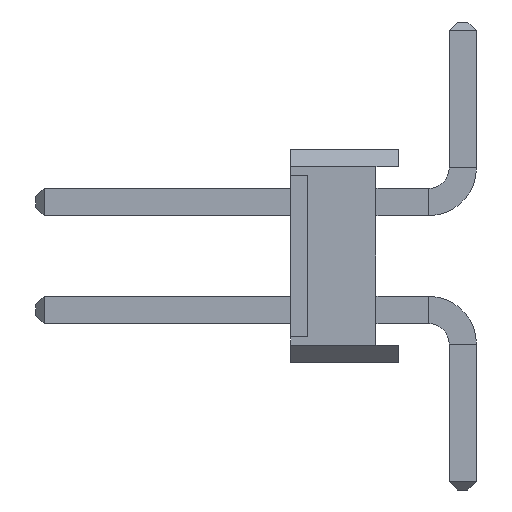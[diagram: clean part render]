
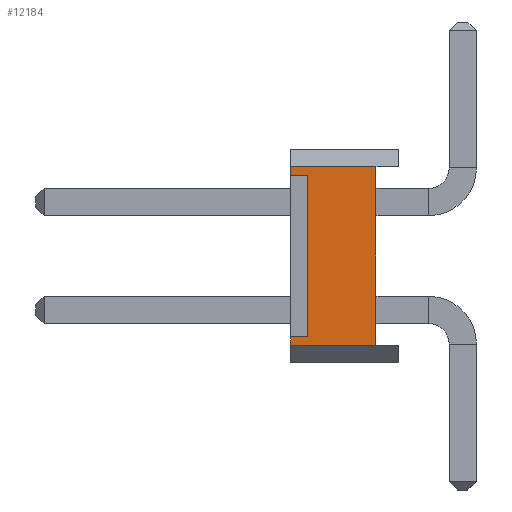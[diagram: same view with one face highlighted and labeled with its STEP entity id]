
A CAD part, left-side view. The second image highlights one B-rep face of the part: STEP entity #12184.
In plain terms, the highlighted planar face has unit normal (-1, 0, 0).
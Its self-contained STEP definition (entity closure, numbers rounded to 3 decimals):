
#333 = DIRECTION ( 'NONE',  ( 0., -1., 0. ) ) ;
#442 = CARTESIAN_POINT ( 'NONE',  ( -1.27, 2.54, -2.1 ) ) ;
#884 = VECTOR ( 'NONE', #1541, 1000. ) ;
#1079 = DIRECTION ( 'NONE',  ( 0., 1., 0. ) ) ;
#1230 = LINE ( 'NONE', #21111, #2752 ) ;
#1541 = DIRECTION ( 'NONE',  ( 0., 0., 1. ) ) ;
#1692 = DIRECTION ( 'NONE',  ( 0., 1., 0. ) ) ;
#1730 = ORIENTED_EDGE ( 'NONE', *, *, #18633, .F. ) ;
#2752 = VECTOR ( 'NONE', #9704, 1000. ) ;
#3018 = EDGE_CURVE ( 'NONE', #11546, #17481, #17924, .T. ) ;
#3752 = DIRECTION ( 'NONE',  ( 0., 0., 1. ) ) ;
#3760 = EDGE_CURVE ( 'NONE', #17481, #16965, #15410, .T. ) ;
#4548 = CARTESIAN_POINT ( 'NONE',  ( -1.27, 2.54, 1.9 ) ) ;
#4607 = ORIENTED_EDGE ( 'NONE', *, *, #7105, .F. ) ;
#4647 = CARTESIAN_POINT ( 'NONE',  ( -1.27, 2.54, -2.1 ) ) ;
#5614 = VECTOR ( 'NONE', #333, 1000. ) ;
#6505 = DIRECTION ( 'NONE',  ( 0., 0., 1. ) ) ;
#7105 = EDGE_CURVE ( 'NONE', #20895, #9497, #1230, .T. ) ;
#7262 = CARTESIAN_POINT ( 'NONE',  ( -1.27, 2.54, 2.1 ) ) ;
#8773 = CARTESIAN_POINT ( 'NONE',  ( -1.27, 2.54, -2.1 ) ) ;
#8986 = ORIENTED_EDGE ( 'NONE', *, *, #3760, .F. ) ;
#9305 = VECTOR ( 'NONE', #6505, 1000. ) ;
#9497 = VERTEX_POINT ( 'NONE', #21663 ) ;
#9704 = DIRECTION ( 'NONE',  ( 0., -1., 0. ) ) ;
#9878 = CARTESIAN_POINT ( 'NONE',  ( -1.27, 0.54, -2.1 ) ) ;
#10666 = PLANE ( 'NONE',  #12293 ) ;
#11262 = ORIENTED_EDGE ( 'NONE', *, *, #23328, .T. ) ;
#11546 = VERTEX_POINT ( 'NONE', #23344 ) ;
#12184 = ADVANCED_FACE ( 'NONE', ( #15998 ), #10666, .F. ) ;
#12293 = AXIS2_PLACEMENT_3D ( 'NONE', #4647, #16207, #24088 ) ;
#12541 = CARTESIAN_POINT ( 'NONE',  ( -1.27, 2.54, -1.9 ) ) ;
#12737 = ORIENTED_EDGE ( 'NONE', *, *, #20499, .F. ) ;
#13084 = CARTESIAN_POINT ( 'NONE',  ( -1.27, 2.14, -1.9 ) ) ;
#13121 = ORIENTED_EDGE ( 'NONE', *, *, #13257, .F. ) ;
#13257 = EDGE_CURVE ( 'NONE', #16965, #20895, #21598, .T. ) ;
#13298 = CARTESIAN_POINT ( 'NONE',  ( -1.27, 2.14, -1.9 ) ) ;
#13599 = CARTESIAN_POINT ( 'NONE',  ( -1.27, 0.54, 2.1 ) ) ;
#14163 = VERTEX_POINT ( 'NONE', #9878 ) ;
#15383 = VECTOR ( 'NONE', #17469, 1000. ) ;
#15410 = LINE ( 'NONE', #20021, #18409 ) ;
#15998 = FACE_OUTER_BOUND ( 'NONE', #16067, .T. ) ;
#16067 = EDGE_LOOP ( 'NONE', ( #16377, #11262, #1730, #22634, #12737, #4607, #13121, #8986 ) ) ;
#16168 = CARTESIAN_POINT ( 'NONE',  ( -1.27, 2.14, 1.9 ) ) ;
#16207 = DIRECTION ( 'NONE',  ( 1., 0., 0. ) ) ;
#16377 = ORIENTED_EDGE ( 'NONE', *, *, #3018, .F. ) ;
#16965 = VERTEX_POINT ( 'NONE', #4548 ) ;
#17469 = DIRECTION ( 'NONE',  ( 0., 0., -1. ) ) ;
#17481 = VERTEX_POINT ( 'NONE', #16168 ) ;
#17924 = LINE ( 'NONE', #13298, #21223 ) ;
#18409 = VECTOR ( 'NONE', #1079, 1000. ) ;
#18554 = CARTESIAN_POINT ( 'NONE',  ( -1.27, 2.54, -2.1 ) ) ;
#18633 = EDGE_CURVE ( 'NONE', #20821, #22715, #21591, .T. ) ;
#19424 = EDGE_CURVE ( 'NONE', #20821, #14163, #23305, .T. ) ;
#20021 = CARTESIAN_POINT ( 'NONE',  ( -1.27, 2.14, 1.9 ) ) ;
#20479 = LINE ( 'NONE', #13599, #15383 ) ;
#20499 = EDGE_CURVE ( 'NONE', #9497, #14163, #20479, .T. ) ;
#20733 = VECTOR ( 'NONE', #1692, 1000. ) ;
#20821 = VERTEX_POINT ( 'NONE', #8773 ) ;
#20895 = VERTEX_POINT ( 'NONE', #7262 ) ;
#21111 = CARTESIAN_POINT ( 'NONE',  ( -1.27, 2.54, 2.1 ) ) ;
#21223 = VECTOR ( 'NONE', #3752, 1000. ) ;
#21591 = LINE ( 'NONE', #18554, #884 ) ;
#21598 = LINE ( 'NONE', #442, #9305 ) ;
#21663 = CARTESIAN_POINT ( 'NONE',  ( -1.27, 0.54, 2.1 ) ) ;
#21954 = LINE ( 'NONE', #13084, #20733 ) ;
#22634 = ORIENTED_EDGE ( 'NONE', *, *, #19424, .T. ) ;
#22715 = VERTEX_POINT ( 'NONE', #12541 ) ;
#23300 = CARTESIAN_POINT ( 'NONE',  ( -1.27, 2.54, -2.1 ) ) ;
#23305 = LINE ( 'NONE', #23300, #5614 ) ;
#23328 = EDGE_CURVE ( 'NONE', #11546, #22715, #21954, .T. ) ;
#23344 = CARTESIAN_POINT ( 'NONE',  ( -1.27, 2.14, -1.9 ) ) ;
#24088 = DIRECTION ( 'NONE',  ( 0., 0., -1. ) ) ;
